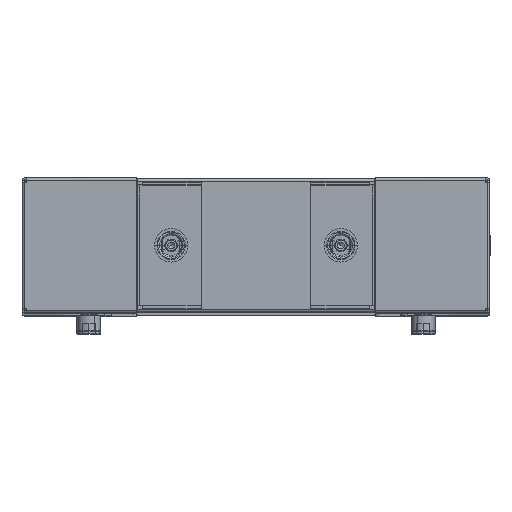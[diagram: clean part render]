
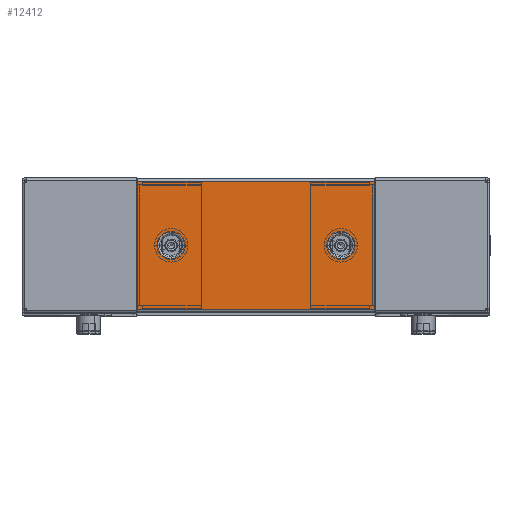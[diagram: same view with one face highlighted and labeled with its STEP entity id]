
A CAD part, top view. The second image highlights one B-rep face of the part: STEP entity #12412.
In plain terms, the highlighted face is planar.
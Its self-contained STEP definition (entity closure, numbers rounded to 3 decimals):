
#6189 = FACE_BOUND ( 'NONE', #11657, .T. ) ;
#6191 = FACE_OUTER_BOUND ( 'NONE', #11659, .T. ) ;
#6960 = FACE_BOUND ( 'NONE', #11660, .T. ) ;
#7146 = AXIS2_PLACEMENT_3D ( 'NONE', #9852, #9846, #9844 ) ;
#7787 = AXIS2_PLACEMENT_3D ( 'NONE', #22787, #22786, #22784 ) ;
#7788 = AXIS2_PLACEMENT_3D ( 'NONE', #22772, #22771, #22769 ) ;
#7800 = AXIS2_PLACEMENT_3D ( 'NONE', #22872, #22871, #22870 ) ;
#7804 = AXIS2_PLACEMENT_3D ( 'NONE', #22886, #22883, #22882 ) ;
#7836 = EDGE_CURVE ( 'NONE', #23201, #23141, #14814, .T. ) ;
#7839 = EDGE_CURVE ( 'NONE', #23154, #23074, #14810, .T. ) ;
#7854 = EDGE_CURVE ( 'NONE', #23095, #23218, #14798, .T. ) ;
#7864 = EDGE_CURVE ( 'NONE', #23074, #23154, #14773, .T. ) ;
#7865 = EDGE_CURVE ( 'NONE', #23032, #23091, #14778, .T. ) ;
#7866 = EDGE_CURVE ( 'NONE', #23095, #23091, #14774, .T. ) ;
#7867 = EDGE_CURVE ( 'NONE', #23032, #23218, #14775, .T. ) ;
#7869 = EDGE_CURVE ( 'NONE', #23141, #23201, #14763, .T. ) ;
#9844 = DIRECTION ( 'NONE',  ( 1., 0., 0. ) ) ;
#9846 = DIRECTION ( 'NONE',  ( 0., 0., 1. ) ) ;
#9850 = PLANE ( 'NONE',  #7146 ) ;
#9852 = CARTESIAN_POINT ( 'NONE',  ( -89., -48., 0. ) ) ;
#11106 = ORIENTED_EDGE ( 'NONE', *, *, #7839, .T. ) ;
#11107 = ORIENTED_EDGE ( 'NONE', *, *, #7864, .T. ) ;
#11108 = ORIENTED_EDGE ( 'NONE', *, *, #7866, .T. ) ;
#11109 = ORIENTED_EDGE ( 'NONE', *, *, #7865, .F. ) ;
#11110 = ORIENTED_EDGE ( 'NONE', *, *, #7867, .T. ) ;
#11111 = ORIENTED_EDGE ( 'NONE', *, *, #7854, .F. ) ;
#11112 = ORIENTED_EDGE ( 'NONE', *, *, #7869, .F. ) ;
#11113 = ORIENTED_EDGE ( 'NONE', *, *, #7836, .F. ) ;
#11657 = EDGE_LOOP ( 'NONE', ( #11106, #11107 ) ) ;
#11659 = EDGE_LOOP ( 'NONE', ( #11108, #11109, #11110, #11111 ) ) ;
#11660 = EDGE_LOOP ( 'NONE', ( #11112, #11113 ) ) ;
#12412 = ADVANCED_FACE ( 'NONE', ( #6189, #6191, #6960 ), #9850, .F. ) ;
#14763 = CIRCLE ( 'NONE', #7788, 10. ) ;
#14770 = VECTOR ( 'NONE', #22777, 1000. ) ;
#14772 = VECTOR ( 'NONE', #22779, 1000. ) ;
#14773 = CIRCLE ( 'NONE', #7787, 10. ) ;
#14774 = LINE ( 'NONE', #22792, #14772 ) ;
#14775 = LINE ( 'NONE', #22780, #14770 ) ;
#14777 = VECTOR ( 'NONE', #22782, 1000. ) ;
#14778 = LINE ( 'NONE', #22783, #14777 ) ;
#14793 = VECTOR ( 'NONE', #22817, 1000. ) ;
#14798 = LINE ( 'NONE', #22818, #14793 ) ;
#14810 = CIRCLE ( 'NONE', #7800, 10. ) ;
#14814 = CIRCLE ( 'NONE', #7804, 10. ) ;
#22769 = DIRECTION ( 'NONE',  ( -1., 0., 0. ) ) ;
#22771 = DIRECTION ( 'NONE',  ( 0., 0., -1. ) ) ;
#22772 = CARTESIAN_POINT ( 'NONE',  ( 63.5, 0., 0. ) ) ;
#22777 = DIRECTION ( 'NONE',  ( 1., 0., 0. ) ) ;
#22779 = DIRECTION ( 'NONE',  ( -1., 0., 0. ) ) ;
#22780 = CARTESIAN_POINT ( 'NONE',  ( -89., 47.9, 0. ) ) ;
#22782 = DIRECTION ( 'NONE',  ( 0., -1., 0. ) ) ;
#22783 = CARTESIAN_POINT ( 'NONE',  ( -89., 48., 0. ) ) ;
#22784 = DIRECTION ( 'NONE',  ( 1., 0., 0. ) ) ;
#22786 = DIRECTION ( 'NONE',  ( 0., 0., 1. ) ) ;
#22787 = CARTESIAN_POINT ( 'NONE',  ( -63.5, 0., 0. ) ) ;
#22792 = CARTESIAN_POINT ( 'NONE',  ( 89., -47.9, 0. ) ) ;
#22817 = DIRECTION ( 'NONE',  ( 0., 1., 0. ) ) ;
#22818 = CARTESIAN_POINT ( 'NONE',  ( 89., 48., 0. ) ) ;
#22870 = DIRECTION ( 'NONE',  ( 1., 0., 0. ) ) ;
#22871 = DIRECTION ( 'NONE',  ( 0., 0., 1. ) ) ;
#22872 = CARTESIAN_POINT ( 'NONE',  ( -63.5, 0., 0. ) ) ;
#22882 = DIRECTION ( 'NONE',  ( -1., 0., 0. ) ) ;
#22883 = DIRECTION ( 'NONE',  ( 0., 0., -1. ) ) ;
#22886 = CARTESIAN_POINT ( 'NONE',  ( 63.5, 0., 0. ) ) ;
#23032 = VERTEX_POINT ( 'NONE', #24118 ) ;
#23074 = VERTEX_POINT ( 'NONE', #24080 ) ;
#23091 = VERTEX_POINT ( 'NONE', #24918 ) ;
#23095 = VERTEX_POINT ( 'NONE', #24914 ) ;
#23141 = VERTEX_POINT ( 'NONE', #24868 ) ;
#23154 = VERTEX_POINT ( 'NONE', #24855 ) ;
#23201 = VERTEX_POINT ( 'NONE', #24808 ) ;
#23218 = VERTEX_POINT ( 'NONE', #24793 ) ;
#24080 = CARTESIAN_POINT ( 'NONE',  ( -73.5, 0., 0. ) ) ;
#24118 = CARTESIAN_POINT ( 'NONE',  ( -89., 47.9, 0. ) ) ;
#24793 = CARTESIAN_POINT ( 'NONE',  ( 89., 47.9, 0. ) ) ;
#24808 = CARTESIAN_POINT ( 'NONE',  ( 73.5, 0., 0. ) ) ;
#24855 = CARTESIAN_POINT ( 'NONE',  ( -53.5, 0., 0. ) ) ;
#24868 = CARTESIAN_POINT ( 'NONE',  ( 53.5, 0., 0. ) ) ;
#24914 = CARTESIAN_POINT ( 'NONE',  ( 89., -47.9, 0. ) ) ;
#24918 = CARTESIAN_POINT ( 'NONE',  ( -89., -47.9, 0. ) ) ;
